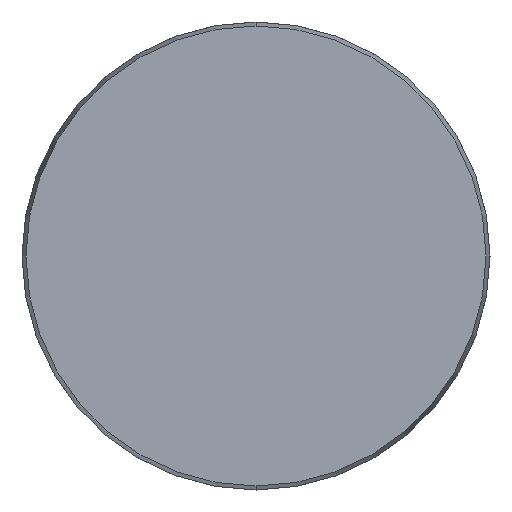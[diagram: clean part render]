
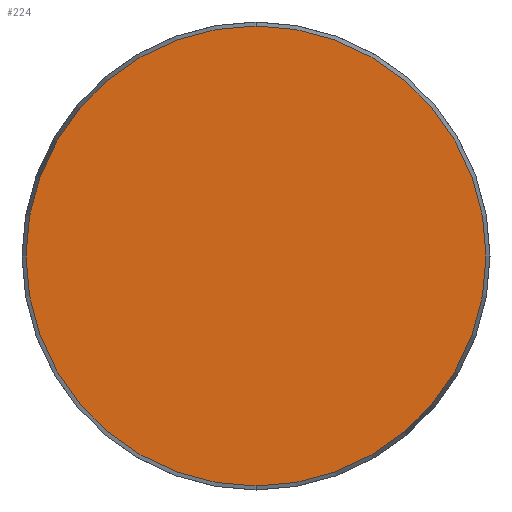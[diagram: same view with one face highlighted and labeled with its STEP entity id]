
A CAD part, front view. The second image highlights one B-rep face of the part: STEP entity #224.
In plain terms, the highlighted planar face has unit normal (0, -1, 0).
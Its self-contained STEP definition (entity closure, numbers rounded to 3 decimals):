
#31 = PLANE ( 'NONE',  #316 ) ;
#76 = EDGE_CURVE ( 'NONE', #887, #125, #841, .T. ) ;
#125 = VERTEX_POINT ( 'NONE', #668 ) ;
#224 = ADVANCED_FACE ( 'NONE', ( #765 ), #31, .F. ) ;
#256 = AXIS2_PLACEMENT_3D ( 'NONE', #286, #742, #752 ) ;
#286 = CARTESIAN_POINT ( 'NONE',  ( 0., 0., 0. ) ) ;
#298 = CARTESIAN_POINT ( 'NONE',  ( 0., 0., -49.143 ) ) ;
#301 = ORIENTED_EDGE ( 'NONE', *, *, #76, .T. ) ;
#316 = AXIS2_PLACEMENT_3D ( 'NONE', #1146, #958, #321 ) ;
#321 = DIRECTION ( 'NONE',  ( 0., 0., 1. ) ) ;
#616 = EDGE_LOOP ( 'NONE', ( #904, #301 ) ) ;
#668 = CARTESIAN_POINT ( 'NONE',  ( 0., 0., 49.143 ) ) ;
#692 = CIRCLE ( 'NONE', #712, 49.143 ) ;
#712 = AXIS2_PLACEMENT_3D ( 'NONE', #925, #1122, #932 ) ;
#742 = DIRECTION ( 'NONE',  ( 0., -1., 0. ) ) ;
#752 = DIRECTION ( 'NONE',  ( 0., 0., -1. ) ) ;
#765 = FACE_OUTER_BOUND ( 'NONE', #616, .T. ) ;
#841 = CIRCLE ( 'NONE', #256, 49.143 ) ;
#881 = EDGE_CURVE ( 'NONE', #125, #887, #692, .T. ) ;
#887 = VERTEX_POINT ( 'NONE', #298 ) ;
#904 = ORIENTED_EDGE ( 'NONE', *, *, #881, .T. ) ;
#925 = CARTESIAN_POINT ( 'NONE',  ( 0., 0., 0. ) ) ;
#932 = DIRECTION ( 'NONE',  ( 0., 0., -1. ) ) ;
#958 = DIRECTION ( 'NONE',  ( 0., 1., 0. ) ) ;
#1122 = DIRECTION ( 'NONE',  ( 0., -1., 0. ) ) ;
#1146 = CARTESIAN_POINT ( 'NONE',  ( -49.143, 0., 0. ) ) ;
